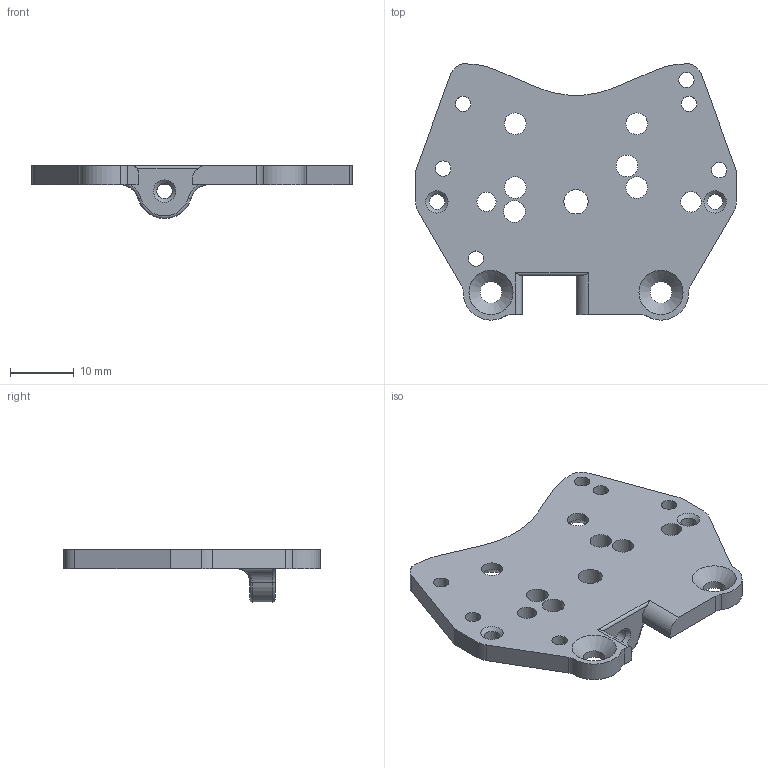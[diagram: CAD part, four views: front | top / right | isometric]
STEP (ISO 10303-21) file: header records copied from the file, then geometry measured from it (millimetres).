
FILE_DESCRIPTION(/* description */ (''),/* implementation_level */ '2;1');
FILE_NAME(/* name */ 'Jaguar SLM TOP PLATE.step',/* time_stamp */ '2024-04-22T01:55:03-04:00',/* author */ (''),/* organization */ (''),/* preprocessor_version */ 'ST-DEVELOPER v20',/* originating_system */ 'Autodesk Translation Framework v12.20.1.177',/* authorisation */ '');
FILE_SCHEMA (('AUTOMOTIVE_DESIGN { 1 0 10303 214 3 1 1 }'));
Length unit declared in the file: millimetre
Products named in the file (1): Jaguar SLM TOP PLATE
Bounding box: 50.13 x 40.11 x 8.28 mm (x, y, z)
Volume: 4360.7 mm3; surface area: 3976.5 mm2
Topology: 1 solids, 1 shells, 80 faces, 222 edges, 141 vertices
Faces by surface type: cylinder 43, plane 19, cone 10, torus 6, bspline 2
Full cylindrical faces by diameter (mm): 2.4 x9, 3 x1, 3.2 x1, 3.4 x8, 3.8 x1
Entity records: 2875 total; most frequent: CARTESIAN_POINT 653, DIRECTION 471, ORIENTED_EDGE 440, EDGE_CURVE 220, AXIS2_PLACEMENT_3D 183, VERTEX_POINT 141, EDGE_LOOP 119, LINE 105
